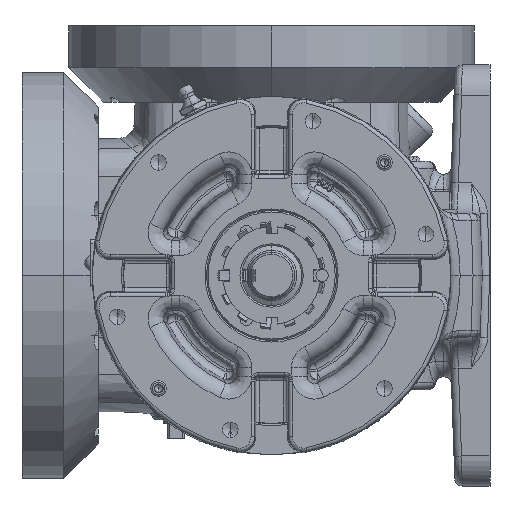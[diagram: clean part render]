
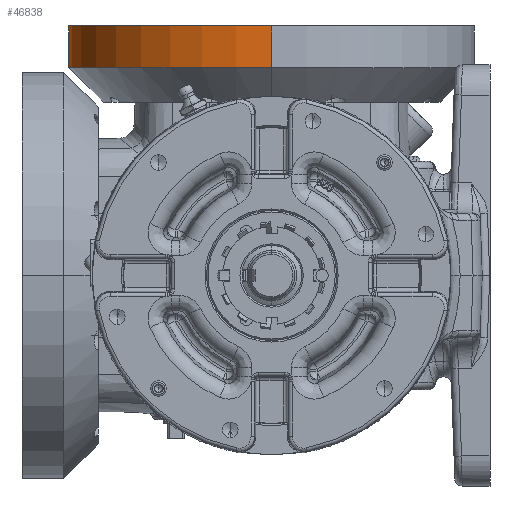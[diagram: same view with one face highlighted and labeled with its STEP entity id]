
A CAD part, left-side view. The second image highlights one B-rep face of the part: STEP entity #46838.
In plain terms, the highlighted cylindrical face has radius 82.55 mm (diameter 165.1 mm), a partial arc.
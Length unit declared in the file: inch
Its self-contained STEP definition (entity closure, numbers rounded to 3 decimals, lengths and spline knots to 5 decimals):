
#7900 = EDGE_CURVE ( 'NONE', #245227, #265673, #59090, .T. ) ;
#25354 = EDGE_CURVE ( 'NONE', #111181, #189709, #288215, .T. ) ;
#25716 = DIRECTION ( 'NONE',  ( 0., 0., -1. ) ) ;
#46838 = ADVANCED_FACE ( 'NONE', ( #292518 ), #243841, .T. ) ;
#57451 = VECTOR ( 'NONE', #233452, 39.37008 ) ;
#59090 = CIRCLE ( 'NONE', #259857, 3.25 ) ;
#64673 = CARTESIAN_POINT ( 'NONE',  ( -1.415, 0., 4. ) ) ;
#66619 = VECTOR ( 'NONE', #116326, 39.37008 ) ;
#88305 = CARTESIAN_POINT ( 'NONE',  ( 1.835, 0., 3.33 ) ) ;
#111181 = VERTEX_POINT ( 'NONE', #64673 ) ;
#116326 = DIRECTION ( 'NONE',  ( 0., 0., -1. ) ) ;
#130133 = ORIENTED_EDGE ( 'NONE', *, *, #7900, .F. ) ;
#131495 = CARTESIAN_POINT ( 'NONE',  ( 1.835, 0., 4. ) ) ;
#136847 = LINE ( 'NONE', #232635, #66619 ) ;
#137086 = DIRECTION ( 'NONE',  ( -1., 0., 0. ) ) ;
#137648 = CARTESIAN_POINT ( 'NONE',  ( -1.415, 0., 1.38983 ) ) ;
#152854 = AXIS2_PLACEMENT_3D ( 'NONE', #131495, #271325, #197600 ) ;
#156992 = AXIS2_PLACEMENT_3D ( 'NONE', #240805, #25716, #198295 ) ;
#160691 = DIRECTION ( 'NONE',  ( 0., 0., -1. ) ) ;
#163200 = CARTESIAN_POINT ( 'NONE',  ( -1.415, 0., 3.33 ) ) ;
#189709 = VERTEX_POINT ( 'NONE', #205751 ) ;
#197600 = DIRECTION ( 'NONE',  ( -1., 0., 0. ) ) ;
#198295 = DIRECTION ( 'NONE',  ( -1., 0., 0. ) ) ;
#205398 = EDGE_CURVE ( 'NONE', #189709, #265673, #136847, .T. ) ;
#205751 = CARTESIAN_POINT ( 'NONE',  ( 5.085, 0., 4. ) ) ;
#208818 = CARTESIAN_POINT ( 'NONE',  ( 5.085, 0., 3.33 ) ) ;
#215822 = ORIENTED_EDGE ( 'NONE', *, *, #205398, .T. ) ;
#232635 = CARTESIAN_POINT ( 'NONE',  ( 5.085, 0., 1.38983 ) ) ;
#233452 = DIRECTION ( 'NONE',  ( 0., 0., -1. ) ) ;
#235721 = EDGE_CURVE ( 'NONE', #111181, #245227, #261716, .T. ) ;
#240805 = CARTESIAN_POINT ( 'NONE',  ( 1.835, 0., 1.38983 ) ) ;
#243841 = CYLINDRICAL_SURFACE ( 'NONE', #156992, 3.25 ) ;
#245227 = VERTEX_POINT ( 'NONE', #163200 ) ;
#254316 = ORIENTED_EDGE ( 'NONE', *, *, #25354, .T. ) ;
#255000 = EDGE_LOOP ( 'NONE', ( #254316, #215822, #130133, #255374 ) ) ;
#255374 = ORIENTED_EDGE ( 'NONE', *, *, #235721, .F. ) ;
#259857 = AXIS2_PLACEMENT_3D ( 'NONE', #88305, #160691, #137086 ) ;
#261716 = LINE ( 'NONE', #137648, #57451 ) ;
#265673 = VERTEX_POINT ( 'NONE', #208818 ) ;
#271325 = DIRECTION ( 'NONE',  ( 0., 0., -1. ) ) ;
#288215 = CIRCLE ( 'NONE', #152854, 3.25 ) ;
#292518 = FACE_OUTER_BOUND ( 'NONE', #255000, .T. ) ;
